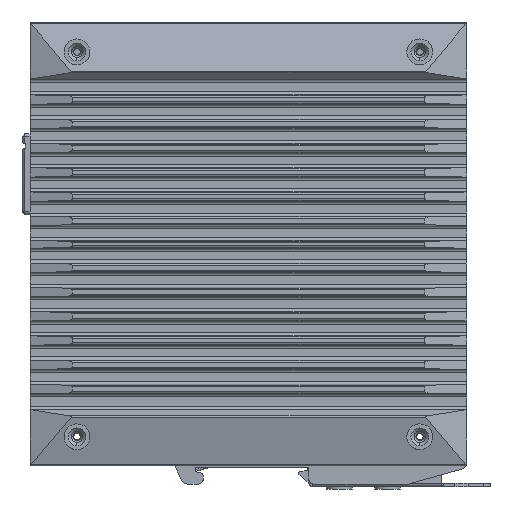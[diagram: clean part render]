
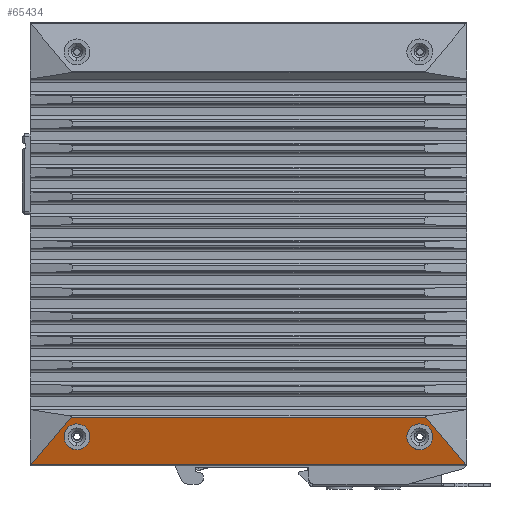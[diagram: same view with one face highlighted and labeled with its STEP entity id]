
A CAD part, front view. The second image highlights one B-rep face of the part: STEP entity #65434.
In plain terms, the highlighted planar face has unit normal (0, -0.963, -0.27).
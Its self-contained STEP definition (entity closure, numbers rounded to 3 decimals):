
#17394=CARTESIAN_POINT('',(-67.69,-4.702,
-68.135));
#17399=DIRECTION('',(-1.,0.,0.));
#17400=VECTOR('',#17399,134.381);
#17401=CARTESIAN_POINT('',(66.69,-4.702,
-68.135));
#17402=LINE('',#17401,#17400);
#17406=CARTESIAN_POINT('',(66.69,-4.702,
-68.135));
#17419=DIRECTION('',(0.633,-0.209,0.745));
#17420=VECTOR('',#17419,19.513);
#17421=CARTESIAN_POINT('',(-67.69,-4.702,
-68.135));
#17422=LINE('',#17421,#17420);
#17423=DIRECTION('',(0.633,0.209,-0.745));
#17424=VECTOR('',#17423,19.513);
#17425=CARTESIAN_POINT('',(54.341,-8.787,
-53.59));
#17426=LINE('',#17425,#17424);
#17442=CARTESIAN_POINT('',(-53.5,-6.004,-63.5));
#17443=CARTESIAN_POINT('',(-53.971,-6.004,-63.5));
#17444=CARTESIAN_POINT('',(-54.99,-6.052,
-63.329));
#17445=CARTESIAN_POINT('',(-56.413,-6.31,
-62.412));
#17446=CARTESIAN_POINT('',(-57.176,-6.642,
-61.229));
#17447=CARTESIAN_POINT('',(-57.458,-6.925,
-60.222));
#17448=CARTESIAN_POINT('',(-57.521,-7.128,-59.5));
#17449=CARTESIAN_POINT('',(-57.458,-7.33,
-58.778));
#17450=CARTESIAN_POINT('',(-57.176,-7.613,
-57.771));
#17451=CARTESIAN_POINT('',(-56.413,-7.945,
-56.588));
#17452=CARTESIAN_POINT('',(-54.99,-8.203,
-55.671));
#17453=CARTESIAN_POINT('',(-53.971,-8.251,-55.5));
#17454=CARTESIAN_POINT('',(-53.5,-8.251,-55.5));
#17456=CARTESIAN_POINT('',(-53.5,-8.251,-55.5));
#17457=CARTESIAN_POINT('',(-53.029,-8.251,-55.5));
#17458=CARTESIAN_POINT('',(-52.01,-8.203,
-55.671));
#17459=CARTESIAN_POINT('',(-50.587,-7.945,
-56.588));
#17460=CARTESIAN_POINT('',(-49.824,-7.613,
-57.771));
#17461=CARTESIAN_POINT('',(-49.542,-7.33,
-58.778));
#17462=CARTESIAN_POINT('',(-49.479,-7.128,-59.5));
#17463=CARTESIAN_POINT('',(-49.542,-6.925,
-60.222));
#17464=CARTESIAN_POINT('',(-49.824,-6.642,
-61.229));
#17465=CARTESIAN_POINT('',(-50.587,-6.31,
-62.412));
#17466=CARTESIAN_POINT('',(-52.01,-6.052,
-63.329));
#17467=CARTESIAN_POINT('',(-53.029,-6.004,-63.5));
#17468=CARTESIAN_POINT('',(-53.5,-6.004,-63.5));
#17470=CARTESIAN_POINT('',(52.5,-6.004,-63.5));
#17471=CARTESIAN_POINT('',(52.029,-6.004,-63.5));
#17472=CARTESIAN_POINT('',(51.01,-6.052,
-63.329));
#17473=CARTESIAN_POINT('',(49.587,-6.31,
-62.412));
#17474=CARTESIAN_POINT('',(48.824,-6.642,
-61.229));
#17475=CARTESIAN_POINT('',(48.542,-6.925,
-60.222));
#17476=CARTESIAN_POINT('',(48.479,-7.128,-59.5));
#17477=CARTESIAN_POINT('',(48.542,-7.33,
-58.778));
#17478=CARTESIAN_POINT('',(48.824,-7.613,
-57.771));
#17479=CARTESIAN_POINT('',(49.587,-7.945,
-56.588));
#17480=CARTESIAN_POINT('',(51.01,-8.203,
-55.671));
#17481=CARTESIAN_POINT('',(52.029,-8.251,-55.5));
#17482=CARTESIAN_POINT('',(52.5,-8.251,-55.5));
#17484=CARTESIAN_POINT('',(52.5,-8.251,-55.5));
#17485=CARTESIAN_POINT('',(52.971,-8.251,-55.5));
#17486=CARTESIAN_POINT('',(53.99,-8.203,
-55.671));
#17487=CARTESIAN_POINT('',(55.413,-7.945,
-56.588));
#17488=CARTESIAN_POINT('',(56.176,-7.613,
-57.771));
#17489=CARTESIAN_POINT('',(56.458,-7.33,
-58.778));
#17490=CARTESIAN_POINT('',(56.521,-7.128,-59.5));
#17491=CARTESIAN_POINT('',(56.458,-6.925,
-60.222));
#17492=CARTESIAN_POINT('',(56.176,-6.642,
-61.229));
#17493=CARTESIAN_POINT('',(55.413,-6.31,
-62.412));
#17494=CARTESIAN_POINT('',(53.99,-6.052,
-63.329));
#17495=CARTESIAN_POINT('',(52.971,-6.004,-63.5));
#17496=CARTESIAN_POINT('',(52.5,-6.004,-63.5));
#17502=DIRECTION('',(1.,0.,0.));
#17503=VECTOR('',#17502,109.682);
#17504=CARTESIAN_POINT('',(-55.341,-8.787,
-53.59));
#17505=LINE('',#17504,#17503);
#38010=VERTEX_POINT('',#17394);
#38019=VERTEX_POINT('',#17406);
#38028=CARTESIAN_POINT('',(-55.341,-8.787,
-53.59));
#38029=VERTEX_POINT('',#38028);
#38074=CARTESIAN_POINT('',(54.341,-8.787,
-53.59));
#38075=VERTEX_POINT('',#38074);
#38161=VERTEX_POINT('',#17442);
#38162=VERTEX_POINT('',#17454);
#38214=VERTEX_POINT('',#17470);
#38215=VERTEX_POINT('',#17482);
#65410=CARTESIAN_POINT('',(-68.,-8.9,-53.189));
#65411=DIRECTION('',(0.,0.963,0.27));
#65412=DIRECTION('',(0.,0.27,-0.963));
#65413=AXIS2_PLACEMENT_3D('',#65410,#65411,#65412);
#65414=PLANE('',#65413);
#65415=ORIENTED_EDGE('',*,*,#65371,.T.);
#65417=ORIENTED_EDGE('',*,*,#65416,.T.);
#65418=ORIENTED_EDGE('',*,*,#65400,.T.);
#65419=ORIENTED_EDGE('',*,*,#65354,.T.);
#65420=EDGE_LOOP('',(#65415,#65417,#65418,#65419));
#65421=FACE_OUTER_BOUND('',#65420,.F.);
#65423=ORIENTED_EDGE('',*,*,#65422,.F.);
#65425=ORIENTED_EDGE('',*,*,#65424,.F.);
#65426=EDGE_LOOP('',(#65423,#65425));
#65427=FACE_BOUND('',#65426,.F.);
#65429=ORIENTED_EDGE('',*,*,#65428,.F.);
#65431=ORIENTED_EDGE('',*,*,#65430,.F.);
#65432=EDGE_LOOP('',(#65429,#65431));
#65433=FACE_BOUND('',#65432,.F.);
#17455=B_SPLINE_CURVE_WITH_KNOTS('',3,(#17442,#17443,#17444,#17445,#17446,
#17447,#17448,#17449,#17450,#17451,#17452,#17453,#17454),.UNSPECIFIED.,.F.,.F.,(
4,1,1,1,1,1,1,1,1,1,4),(0.,0.125,0.25,0.375,0.438,0.5,0.563,
0.625,0.75,0.875,1.),.UNSPECIFIED.);
#17469=B_SPLINE_CURVE_WITH_KNOTS('',3,(#17456,#17457,#17458,#17459,#17460,
#17461,#17462,#17463,#17464,#17465,#17466,#17467,#17468),.UNSPECIFIED.,.F.,.F.,(
4,1,1,1,1,1,1,1,1,1,4),(0.,0.125,0.25,0.375,0.438,0.5,0.563,
0.625,0.75,0.875,1.),.UNSPECIFIED.);
#17483=B_SPLINE_CURVE_WITH_KNOTS('',3,(#17470,#17471,#17472,#17473,#17474,
#17475,#17476,#17477,#17478,#17479,#17480,#17481,#17482),.UNSPECIFIED.,.F.,.F.,(
4,1,1,1,1,1,1,1,1,1,4),(0.,0.125,0.25,0.375,0.438,0.5,0.563,
0.625,0.75,0.875,1.),.UNSPECIFIED.);
#17497=B_SPLINE_CURVE_WITH_KNOTS('',3,(#17484,#17485,#17486,#17487,#17488,
#17489,#17490,#17491,#17492,#17493,#17494,#17495,#17496),.UNSPECIFIED.,.F.,.F.,(
4,1,1,1,1,1,1,1,1,1,4),(0.,0.125,0.25,0.375,0.438,0.5,0.563,
0.625,0.75,0.875,1.),.UNSPECIFIED.);
#65354=EDGE_CURVE('',#38019,#38010,#17402,.T.);
#65371=EDGE_CURVE('',#38010,#38029,#17422,.T.);
#65400=EDGE_CURVE('',#38075,#38019,#17426,.T.);
#65416=EDGE_CURVE('',#38029,#38075,#17505,.T.);
#65422=EDGE_CURVE('',#38161,#38162,#17455,.T.);
#65424=EDGE_CURVE('',#38162,#38161,#17469,.T.);
#65428=EDGE_CURVE('',#38214,#38215,#17483,.T.);
#65430=EDGE_CURVE('',#38215,#38214,#17497,.T.);
#65434=ADVANCED_FACE('',(#65421,#65427,#65433),#65414,.F.);
